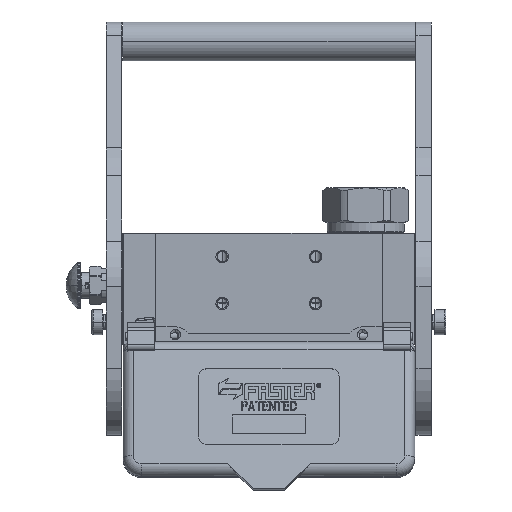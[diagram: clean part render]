
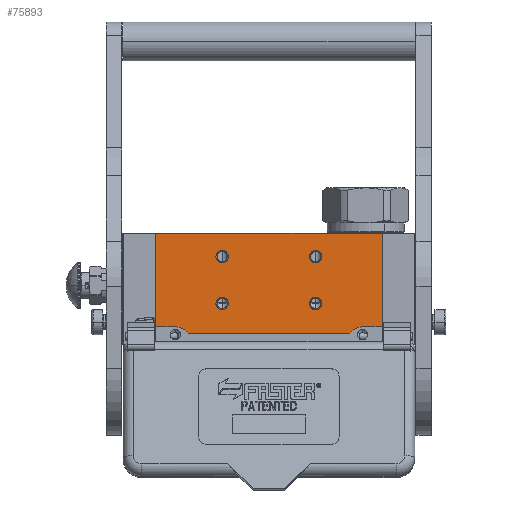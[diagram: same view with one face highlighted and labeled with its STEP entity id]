
A CAD part, left-side view. The second image highlights one B-rep face of the part: STEP entity #75893.
In plain terms, the highlighted face is planar.
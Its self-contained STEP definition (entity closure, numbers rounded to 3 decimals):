
#313 = CARTESIAN_POINT ( 'NONE',  ( 64., 45., -108. ) ) ;
#1413 = CARTESIAN_POINT ( 'NONE',  ( 145.854, 64.2, -108. ) ) ;
#2085 = FACE_BOUND ( 'NONE', #85819, .T. ) ;
#3995 = CARTESIAN_POINT ( 'NONE',  ( 21.3, 60., -108. ) ) ;
#4789 = ORIENTED_EDGE ( 'NONE', *, *, #78616, .F. ) ;
#5227 = ORIENTED_EDGE ( 'NONE', *, *, #37575, .T. ) ;
#5398 = CIRCLE ( 'NONE', #113643, 10. ) ;
#6141 = CARTESIAN_POINT ( 'NONE',  ( 166.7, 0., -108. ) ) ;
#6571 = ORIENTED_EDGE ( 'NONE', *, *, #46419, .T. ) ;
#8145 = CARTESIAN_POINT ( 'NONE',  ( 124., 41.7, -108. ) ) ;
#10250 = DIRECTION ( 'NONE',  ( -1., 0., 0. ) ) ;
#11458 = CARTESIAN_POINT ( 'NONE',  ( 21.3, 60., -108. ) ) ;
#11530 = EDGE_CURVE ( 'NONE', #59843, #113690, #90873, .T. ) ;
#11672 = FACE_BOUND ( 'NONE', #88755, .T. ) ;
#12203 = ORIENTED_EDGE ( 'NONE', *, *, #33038, .F. ) ;
#12329 = CARTESIAN_POINT ( 'NONE',  ( 34., 70., -108. ) ) ;
#13241 = DIRECTION ( 'NONE',  ( -1., 0., 0. ) ) ;
#15084 = EDGE_LOOP ( 'NONE', ( #25880, #23201 ) ) ;
#15089 = DIRECTION ( 'NONE',  ( 0., 1., 0. ) ) ;
#16902 = DIRECTION ( 'NONE',  ( 0., 0., -1. ) ) ;
#16976 = DIRECTION ( 'NONE',  ( 0., -1., 0. ) ) ;
#18198 = VERTEX_POINT ( 'NONE', #42343 ) ;
#20553 = EDGE_LOOP ( 'NONE', ( #30988, #29809 ) ) ;
#21130 = EDGE_CURVE ( 'NONE', #83145, #86758, #53391, .T. ) ;
#21250 = ORIENTED_EDGE ( 'NONE', *, *, #81153, .T. ) ;
#21390 = CIRCLE ( 'NONE', #129202, 3.3 ) ;
#22101 = CIRCLE ( 'NONE', #123933, 3.3 ) ;
#23201 = ORIENTED_EDGE ( 'NONE', *, *, #96060, .F. ) ;
#25539 = CIRCLE ( 'NONE', #83975, 3.3 ) ;
#25683 = CARTESIAN_POINT ( 'NONE',  ( 64., 45., -108. ) ) ;
#25879 = CARTESIAN_POINT ( 'NONE',  ( 124., 15., -108. ) ) ;
#25880 = ORIENTED_EDGE ( 'NONE', *, *, #121535, .F. ) ;
#26311 = CARTESIAN_POINT ( 'NONE',  ( 21.3, 0., -108. ) ) ;
#27130 = CARTESIAN_POINT ( 'NONE',  ( 64., 15., -108. ) ) ;
#28001 = DIRECTION ( 'NONE',  ( 0., 0., -1. ) ) ;
#28659 = AXIS2_PLACEMENT_3D ( 'NONE', #25879, #127954, #16976 ) ;
#29128 = CARTESIAN_POINT ( 'NONE',  ( 21.3, 0., -108. ) ) ;
#29256 = FACE_BOUND ( 'NONE', #20553, .T. ) ;
#29425 = CIRCLE ( 'NONE', #72803, 3.3 ) ;
#29809 = ORIENTED_EDGE ( 'NONE', *, *, #112009, .F. ) ;
#29857 = DIRECTION ( 'NONE',  ( 0., -1., 0. ) ) ;
#30988 = ORIENTED_EDGE ( 'NONE', *, *, #81201, .F. ) ;
#31970 = VECTOR ( 'NONE', #64523, 1000. ) ;
#32189 = VERTEX_POINT ( 'NONE', #109785 ) ;
#32730 = ORIENTED_EDGE ( 'NONE', *, *, #39767, .F. ) ;
#33038 = EDGE_CURVE ( 'NONE', #86758, #32189, #72578, .T. ) ;
#34814 = VERTEX_POINT ( 'NONE', #100551 ) ;
#36104 = AXIS2_PLACEMENT_3D ( 'NONE', #27130, #28001, #57046 ) ;
#37575 = EDGE_CURVE ( 'NONE', #111018, #32189, #82858, .T. ) ;
#37826 = CARTESIAN_POINT ( 'NONE',  ( 166.7, 0., -108. ) ) ;
#37887 = CARTESIAN_POINT ( 'NONE',  ( 166.7, 0., -108. ) ) ;
#38320 = CARTESIAN_POINT ( 'NONE',  ( 124., 45., -108. ) ) ;
#38384 = LINE ( 'NONE', #44972, #31970 ) ;
#38837 = VERTEX_POINT ( 'NONE', #121133 ) ;
#39216 = VERTEX_POINT ( 'NONE', #8145 ) ;
#39624 = AXIS2_PLACEMENT_3D ( 'NONE', #38320, #16902, #79326 ) ;
#39767 = EDGE_CURVE ( 'NONE', #73462, #34814, #87037, .T. ) ;
#42241 = ORIENTED_EDGE ( 'NONE', *, *, #91318, .F. ) ;
#42343 = CARTESIAN_POINT ( 'NONE',  ( 64., 18.3, -108. ) ) ;
#44215 = DIRECTION ( 'NONE',  ( 1., 0., 0. ) ) ;
#44972 = CARTESIAN_POINT ( 'NONE',  ( 166.7, 0., -108. ) ) ;
#45891 = LINE ( 'NONE', #37887, #101750 ) ;
#46419 = EDGE_CURVE ( 'NONE', #81449, #111018, #110208, .T. ) ;
#48551 = DIRECTION ( 'NONE',  ( -1., 0., 0. ) ) ;
#49437 = PLANE ( 'NONE',  #112466 ) ;
#50044 = FACE_OUTER_BOUND ( 'NONE', #50699, .T. ) ;
#50246 = VECTOR ( 'NONE', #13241, 1000. ) ;
#50363 = CIRCLE ( 'NONE', #39624, 3.3 ) ;
#50699 = EDGE_LOOP ( 'NONE', ( #75684, #21250, #6571, #5227, #12203, #127921, #4789, #52149 ) ) ;
#51229 = DIRECTION ( 'NONE',  ( 0., 1., 0. ) ) ;
#51428 = DIRECTION ( 'NONE',  ( 0., 0., -1. ) ) ;
#52120 = DIRECTION ( 'NONE',  ( 0., 0., -1. ) ) ;
#52149 = ORIENTED_EDGE ( 'NONE', *, *, #11530, .F. ) ;
#53391 = LINE ( 'NONE', #125170, #50246 ) ;
#53825 = CARTESIAN_POINT ( 'NONE',  ( 64., 41.7, -108. ) ) ;
#55441 = CIRCLE ( 'NONE', #36104, 3.3 ) ;
#57046 = DIRECTION ( 'NONE',  ( 0., 1., 0. ) ) ;
#58260 = CARTESIAN_POINT ( 'NONE',  ( 154., 70., -108. ) ) ;
#59843 = VERTEX_POINT ( 'NONE', #119267 ) ;
#61925 = CARTESIAN_POINT ( 'NONE',  ( 64., 11.7, -108. ) ) ;
#63597 = VERTEX_POINT ( 'NONE', #98133 ) ;
#64523 = DIRECTION ( 'NONE',  ( -1., 0., 0. ) ) ;
#64948 = CARTESIAN_POINT ( 'NONE',  ( 42.146, 64.2, -108. ) ) ;
#65816 = DIRECTION ( 'NONE',  ( 0., 0., -1. ) ) ;
#66250 = CARTESIAN_POINT ( 'NONE',  ( 124., 15., -108. ) ) ;
#68487 = DIRECTION ( 'NONE',  ( 0., -1., 0. ) ) ;
#69472 = DIRECTION ( 'NONE',  ( 0., 0., -1. ) ) ;
#70986 = CARTESIAN_POINT ( 'NONE',  ( 166.7, 60., -108. ) ) ;
#71799 = DIRECTION ( 'NONE',  ( 0., 0., -1. ) ) ;
#72578 = CIRCLE ( 'NONE', #79236, 10. ) ;
#72803 = AXIS2_PLACEMENT_3D ( 'NONE', #82187, #51428, #82630 ) ;
#73462 = VERTEX_POINT ( 'NONE', #122993 ) ;
#74294 = ORIENTED_EDGE ( 'NONE', *, *, #113569, .F. ) ;
#75684 = ORIENTED_EDGE ( 'NONE', *, *, #86273, .F. ) ;
#75893 = ADVANCED_FACE ( 'NONE', ( #105773, #11672, #29256, #2085, #50044 ), #49437, .T. ) ;
#78616 = EDGE_CURVE ( 'NONE', #113690, #83145, #5398, .T. ) ;
#79236 = AXIS2_PLACEMENT_3D ( 'NONE', #12329, #52120, #82892 ) ;
#79326 = DIRECTION ( 'NONE',  ( 0., 1., 0. ) ) ;
#81153 = EDGE_CURVE ( 'NONE', #101319, #81449, #38384, .T. ) ;
#81201 = EDGE_CURVE ( 'NONE', #106354, #38837, #25539, .T. ) ;
#81449 = VERTEX_POINT ( 'NONE', #29128 ) ;
#82187 = CARTESIAN_POINT ( 'NONE',  ( 124., 45., -108. ) ) ;
#82630 = DIRECTION ( 'NONE',  ( 0., -1., 0. ) ) ;
#82858 = LINE ( 'NONE', #3995, #117860 ) ;
#82892 = DIRECTION ( 'NONE',  ( 0.815, -0.58, 0. ) ) ;
#83145 = VERTEX_POINT ( 'NONE', #1413 ) ;
#83975 = AXIS2_PLACEMENT_3D ( 'NONE', #25683, #97092, #85064 ) ;
#85064 = DIRECTION ( 'NONE',  ( 0., -1., 0. ) ) ;
#85819 = EDGE_LOOP ( 'NONE', ( #42241, #74294 ) ) ;
#86273 = EDGE_CURVE ( 'NONE', #101319, #59843, #45891, .T. ) ;
#86391 = DIRECTION ( 'NONE',  ( 0., 1., 0. ) ) ;
#86540 = VERTEX_POINT ( 'NONE', #61925 ) ;
#86758 = VERTEX_POINT ( 'NONE', #64948 ) ;
#87037 = CIRCLE ( 'NONE', #28659, 3.3 ) ;
#87469 = DIRECTION ( 'NONE',  ( 0., 1., 0. ) ) ;
#88755 = EDGE_LOOP ( 'NONE', ( #32730, #103448 ) ) ;
#90873 = LINE ( 'NONE', #70986, #132235 ) ;
#91318 = EDGE_CURVE ( 'NONE', #86540, #18198, #99585, .T. ) ;
#92325 = CARTESIAN_POINT ( 'NONE',  ( 64., 15., -108. ) ) ;
#96060 = EDGE_CURVE ( 'NONE', #63597, #39216, #50363, .T. ) ;
#96469 = EDGE_CURVE ( 'NONE', #34814, #73462, #21390, .T. ) ;
#97092 = DIRECTION ( 'NONE',  ( 0., 0., -1. ) ) ;
#98133 = CARTESIAN_POINT ( 'NONE',  ( 124., 48.3, -108. ) ) ;
#99585 = CIRCLE ( 'NONE', #122023, 3.3 ) ;
#100551 = CARTESIAN_POINT ( 'NONE',  ( 124., 18.3, -108. ) ) ;
#101319 = VERTEX_POINT ( 'NONE', #6141 ) ;
#101750 = VECTOR ( 'NONE', #15089, 1000. ) ;
#103448 = ORIENTED_EDGE ( 'NONE', *, *, #96469, .F. ) ;
#105773 = FACE_BOUND ( 'NONE', #15084, .T. ) ;
#106354 = VERTEX_POINT ( 'NONE', #53825 ) ;
#109785 = CARTESIAN_POINT ( 'NONE',  ( 34., 60., -108. ) ) ;
#110208 = LINE ( 'NONE', #26311, #130842 ) ;
#110935 = CARTESIAN_POINT ( 'NONE',  ( 154., 60., -108. ) ) ;
#111018 = VERTEX_POINT ( 'NONE', #11458 ) ;
#112009 = EDGE_CURVE ( 'NONE', #38837, #106354, #22101, .T. ) ;
#112466 = AXIS2_PLACEMENT_3D ( 'NONE', #37826, #69472, #48551 ) ;
#113569 = EDGE_CURVE ( 'NONE', #18198, #86540, #55441, .T. ) ;
#113643 = AXIS2_PLACEMENT_3D ( 'NONE', #58260, #129497, #68487 ) ;
#113690 = VERTEX_POINT ( 'NONE', #110935 ) ;
#117860 = VECTOR ( 'NONE', #44215, 1000. ) ;
#119267 = CARTESIAN_POINT ( 'NONE',  ( 166.7, 60., -108. ) ) ;
#121133 = CARTESIAN_POINT ( 'NONE',  ( 64., 48.3, -108. ) ) ;
#121535 = EDGE_CURVE ( 'NONE', #39216, #63597, #29425, .T. ) ;
#122023 = AXIS2_PLACEMENT_3D ( 'NONE', #92325, #71799, #29857 ) ;
#122931 = DIRECTION ( 'NONE',  ( 0., 0., -1. ) ) ;
#122993 = CARTESIAN_POINT ( 'NONE',  ( 124., 11.7, -108. ) ) ;
#123933 = AXIS2_PLACEMENT_3D ( 'NONE', #313, #122931, #51229 ) ;
#125170 = CARTESIAN_POINT ( 'NONE',  ( 145.854, 64.2, -108. ) ) ;
#127921 = ORIENTED_EDGE ( 'NONE', *, *, #21130, .F. ) ;
#127954 = DIRECTION ( 'NONE',  ( 0., 0., -1. ) ) ;
#129202 = AXIS2_PLACEMENT_3D ( 'NONE', #66250, #65816, #86391 ) ;
#129497 = DIRECTION ( 'NONE',  ( 0., 0., -1. ) ) ;
#130842 = VECTOR ( 'NONE', #87469, 1000. ) ;
#132235 = VECTOR ( 'NONE', #10250, 1000. ) ;
